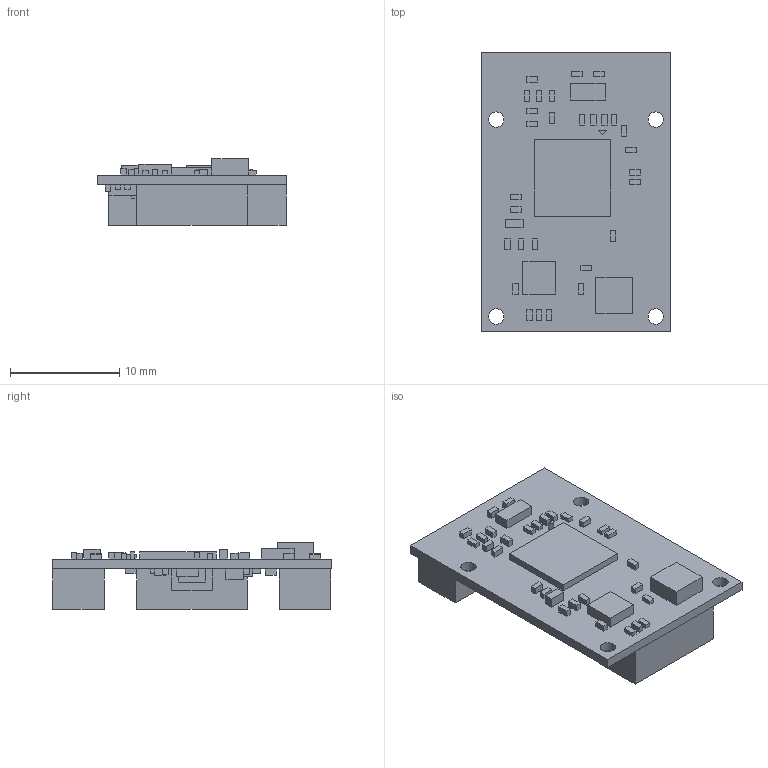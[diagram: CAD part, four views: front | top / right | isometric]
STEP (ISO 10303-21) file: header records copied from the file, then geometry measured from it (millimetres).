
FILE_DESCRIPTION(/* description */ (''),/* implementation_level */ '2;1');
FILE_NAME(/* name */ 'uSMc-Gen2.step',/* time_stamp */ '2025-11-17T10:18:36+09:00',/* author */ ('kolin'),/* organization */ (''),/* preprocessor_version */ 'ST-DEVELOPER v20.1',/* originating_system */ 'Autodesk Inventor 2026',/* authorisation */ '');
FILE_SCHEMA (('AUTOMOTIVE_DESIGN { 1 0 10303 214 3 1 1 }'));
Length unit declared in the file: millimetre
Products named in the file (1): Part152
Bounding box: 17.4 x 25.6 x 6.1 mm (x, y, z)
Volume: 1133.3 mm3; surface area: 1526.1 mm2
Topology: 1 solids, 1 shells, 299 faces, 717 edges, 478 vertices
Faces by surface type: plane 295, cylinder 4
Full cylindrical faces by diameter (mm): 1.4 x4
Entity records: 8558 total; most frequent: CARTESIAN_POINT 1495, ORIENTED_EDGE 1434, DIRECTION 1325, EDGE_CURVE 717, LINE 709, VECTOR 709, VERTEX_POINT 478, EDGE_LOOP 365
